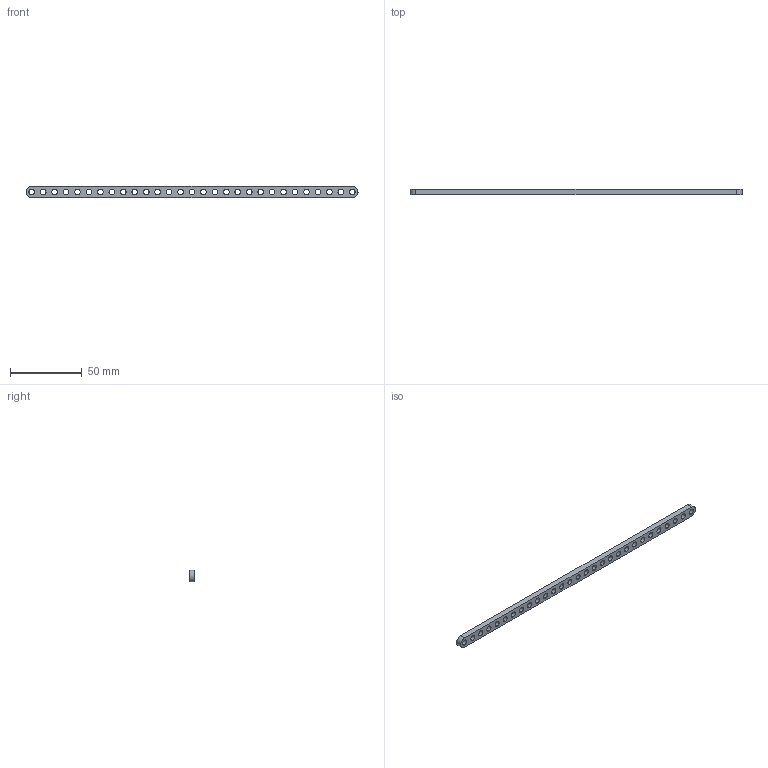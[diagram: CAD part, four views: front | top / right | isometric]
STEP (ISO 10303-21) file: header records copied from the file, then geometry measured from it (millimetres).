
FILE_DESCRIPTION (( 'STEP AP203' ), '1' );
FILE_NAME ('1102-0029-0232.STEP', '2017-03-30T14:21:40', ( '' ), ( '' ), 'SwSTEP 2.0', 'SolidWorks 2016', '' );
FILE_SCHEMA (( 'CONFIG_CONTROL_DESIGN' ));
Length unit declared in the file: millimetre
Products named in the file (1): 1102-0029-0232
Bounding box: 232 x 4 x 8 mm (x, y, z)
Volume: 5911.4 mm3; surface area: 6305.9 mm2
Topology: 1 solids, 1 shells, 64 faces, 186 edges, 124 vertices
Faces by surface type: cylinder 60, plane 4
Entity records: 2383 total; most frequent: DIRECTION 436, CARTESIAN_POINT 375, ORIENTED_EDGE 372, EDGE_CURVE 186, AXIS2_PLACEMENT_3D 185, VERTEX_POINT 124, EDGE_LOOP 122, CIRCLE 120
